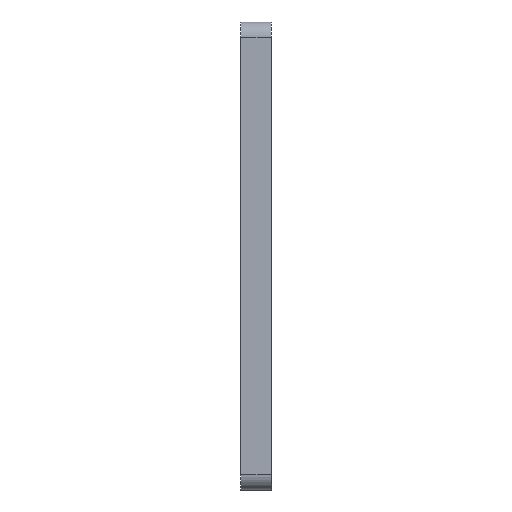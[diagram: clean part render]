
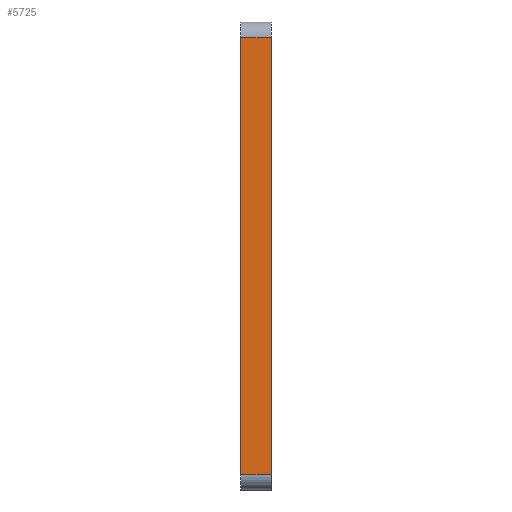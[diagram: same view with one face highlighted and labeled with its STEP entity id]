
A CAD part, left-side view. The second image highlights one B-rep face of the part: STEP entity #5725.
In plain terms, the highlighted planar face has unit normal (-1, 0, 0).
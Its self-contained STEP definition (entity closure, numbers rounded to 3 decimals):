
#8 = CARTESIAN_POINT ( 'NONE',  ( -30.5, 4., -28.5 ) ) ;
#9 = DIRECTION ( 'NONE',  ( 0., 0., -1. ) ) ;
#162 = CARTESIAN_POINT ( 'NONE',  ( -30.5, 0., 28.5 ) ) ;
#389 = VECTOR ( 'NONE', #619, 1000. ) ;
#619 = DIRECTION ( 'NONE',  ( 0., 0., 1. ) ) ;
#1664 = LINE ( 'NONE', #9746, #12734 ) ;
#2352 = DIRECTION ( 'NONE',  ( 1., 0., 0. ) ) ;
#2416 = DIRECTION ( 'NONE',  ( 0., 0., 1. ) ) ;
#3064 = DIRECTION ( 'NONE',  ( 0., 1., 0. ) ) ;
#3065 = DIRECTION ( 'NONE',  ( 0., -1., 0. ) ) ;
#3170 = CARTESIAN_POINT ( 'NONE',  ( -30.5, 4., -28.5 ) ) ;
#3590 = VECTOR ( 'NONE', #3064, 1000. ) ;
#4958 = VERTEX_POINT ( 'NONE', #14243 ) ;
#5314 = CARTESIAN_POINT ( 'NONE',  ( -30.5, 4., 28.5 ) ) ;
#5590 = AXIS2_PLACEMENT_3D ( 'NONE', #9777, #2352, #9 ) ;
#5725 = ADVANCED_FACE ( 'NONE', ( #14502 ), #6046, .F. ) ;
#6046 = PLANE ( 'NONE',  #5590 ) ;
#8083 = EDGE_CURVE ( 'NONE', #10961, #4958, #8364, .T. ) ;
#8364 = LINE ( 'NONE', #5314, #3590 ) ;
#8794 = LINE ( 'NONE', #8948, #389 ) ;
#8948 = CARTESIAN_POINT ( 'NONE',  ( -30.5, 0., -30.5 ) ) ;
#9060 = EDGE_CURVE ( 'NONE', #10835, #4958, #1664, .T. ) ;
#9308 = EDGE_LOOP ( 'NONE', ( #14087, #13024, #11715, #10384 ) ) ;
#9746 = CARTESIAN_POINT ( 'NONE',  ( -30.5, 4., -30.5 ) ) ;
#9777 = CARTESIAN_POINT ( 'NONE',  ( -30.5, 4., -30.5 ) ) ;
#9897 = VECTOR ( 'NONE', #3065, 1000. ) ;
#10384 = ORIENTED_EDGE ( 'NONE', *, *, #15099, .T. ) ;
#10835 = VERTEX_POINT ( 'NONE', #8 ) ;
#10961 = VERTEX_POINT ( 'NONE', #162 ) ;
#11715 = ORIENTED_EDGE ( 'NONE', *, *, #9060, .F. ) ;
#12734 = VECTOR ( 'NONE', #2416, 1000. ) ;
#12983 = CARTESIAN_POINT ( 'NONE',  ( -30.5, 0., -28.5 ) ) ;
#13024 = ORIENTED_EDGE ( 'NONE', *, *, #8083, .T. ) ;
#13094 = EDGE_CURVE ( 'NONE', #15524, #10961, #8794, .T. ) ;
#14087 = ORIENTED_EDGE ( 'NONE', *, *, #13094, .T. ) ;
#14243 = CARTESIAN_POINT ( 'NONE',  ( -30.5, 4., 28.5 ) ) ;
#14502 = FACE_OUTER_BOUND ( 'NONE', #9308, .T. ) ;
#14663 = LINE ( 'NONE', #3170, #9897 ) ;
#15099 = EDGE_CURVE ( 'NONE', #10835, #15524, #14663, .T. ) ;
#15524 = VERTEX_POINT ( 'NONE', #12983 ) ;
